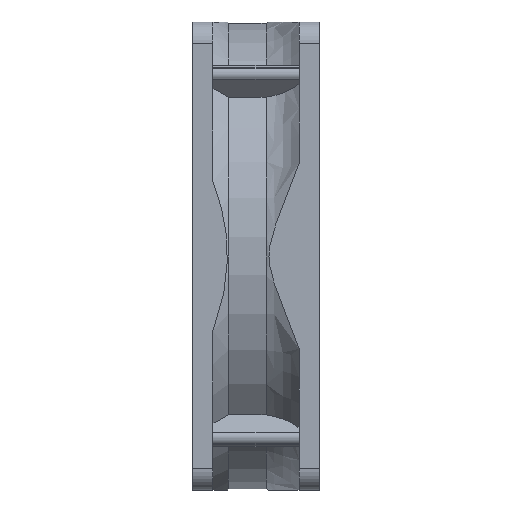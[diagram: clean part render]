
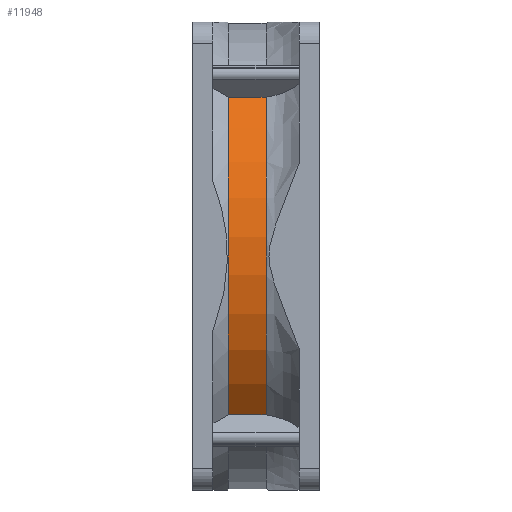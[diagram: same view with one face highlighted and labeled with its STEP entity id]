
A CAD part, left-side view. The second image highlights one B-rep face of the part: STEP entity #11948.
In plain terms, the highlighted cylindrical face has radius 46.127 mm (diameter 92.254 mm), a partial arc.
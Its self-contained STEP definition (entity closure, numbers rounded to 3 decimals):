
#4197=CARTESIAN_POINT('',(-33.797,10.5,31.392));
#4224=CARTESIAN_POINT('',(-33.797,10.5,-31.392));
#4296=DIRECTION('',(0.,1.,0.));
#4297=VECTOR('',#4296,7.5);
#4298=CARTESIAN_POINT('',(-33.797,10.5,31.392));
#4299=LINE('',#4298,#4297);
#4300=CARTESIAN_POINT('',(0.,10.5,0.));
#4301=DIRECTION('',(0.,-1.,0.));
#4302=DIRECTION('',(-0.733,0.,0.681));
#4303=AXIS2_PLACEMENT_3D('',#4300,#4301,#4302);
#4305=DIRECTION('',(0.,1.,0.));
#4306=VECTOR('',#4305,7.5);
#4307=CARTESIAN_POINT('',(-33.797,10.5,-31.392));
#4308=LINE('',#4307,#4306);
#4417=CARTESIAN_POINT('',(0.,18.,0.));
#4418=DIRECTION('',(0.,-1.,0.));
#4419=DIRECTION('',(-0.733,0.,0.681));
#4420=AXIS2_PLACEMENT_3D('',#4417,#4418,#4419);
#5879=VERTEX_POINT('',#4224);
#5882=CARTESIAN_POINT('',(-33.797,18.,-31.392));
#5883=VERTEX_POINT('',#5882);
#5890=VERTEX_POINT('',#4197);
#5894=CARTESIAN_POINT('',(-33.797,18.,31.392));
#5895=VERTEX_POINT('',#5894);
#11934=CARTESIAN_POINT('',(0.,-1.25,0.));
#11935=DIRECTION('',(0.,1.,0.));
#11936=DIRECTION('',(0.707,0.,-0.707));
#11937=AXIS2_PLACEMENT_3D('',#11934,#11935,#11936);
#11938=CYLINDRICAL_SURFACE('',#11937,46.127);
#11940=ORIENTED_EDGE('',*,*,#11939,.F.);
#11941=ORIENTED_EDGE('',*,*,#11863,.T.);
#11943=ORIENTED_EDGE('',*,*,#11942,.T.);
#11945=ORIENTED_EDGE('',*,*,#11944,.F.);
#11946=EDGE_LOOP('',(#11940,#11941,#11943,#11945));
#11947=FACE_OUTER_BOUND('',#11946,.F.);
#11948=ADVANCED_FACE('',(#11947),#11938,.T.);
#4304=CIRCLE('',#4303,46.127);
#4421=CIRCLE('',#4420,46.127);
#11863=EDGE_CURVE('',#5890,#5879,#4304,.T.);
#11939=EDGE_CURVE('',#5890,#5895,#4299,.T.);
#11942=EDGE_CURVE('',#5879,#5883,#4308,.T.);
#11944=EDGE_CURVE('',#5895,#5883,#4421,.T.);
